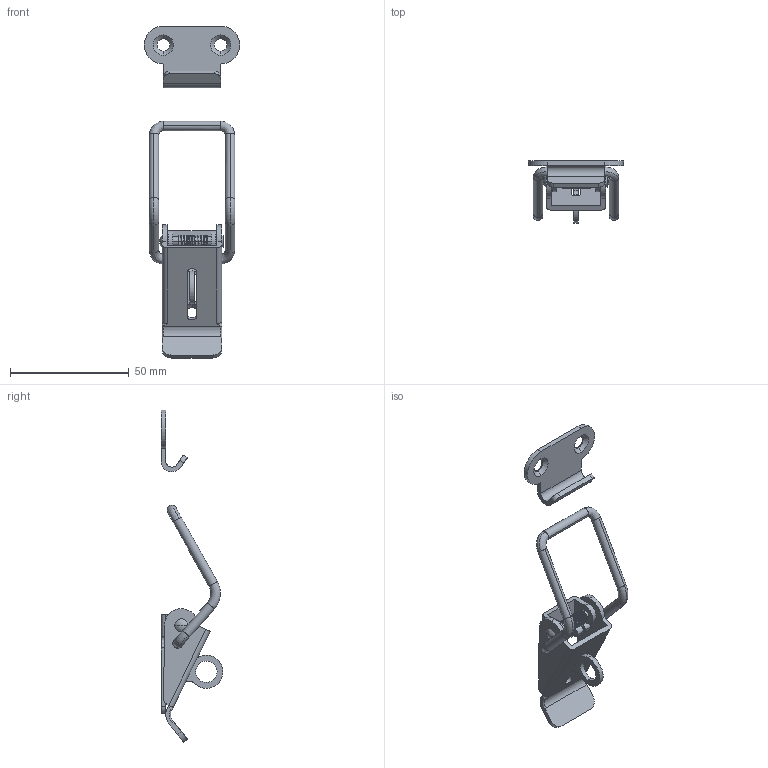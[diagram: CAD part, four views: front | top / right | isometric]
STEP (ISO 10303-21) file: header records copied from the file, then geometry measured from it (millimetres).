
FILE_DESCRIPTION (( 'STEP AP214' ), '1' );
FILE_NAME ('TL_423.STEP', '2018-08-21T01:25:54', ( '' ), ( '' ), 'SwSTEP 2.0', 'SolidWorks 2015', '' );
FILE_SCHEMA (( 'AUTOMOTIVE_DESIGN' ));
Length unit declared in the file: millimetre
Products named in the file (5): アーム_M5; キーパー; ベース; TL_423.sldasm-Part-1; TL_423
Assembly tree (3 placements, depth 2):
  TL_423.sldasm-Part-1
  TL_423
    ベース
    キーパー
    アーム_M5
Bounding box: 40 x 26.02 x 139.5 mm (x, y, z)
Volume: 10471 mm3; surface area: 12683 mm2
Topology: 3 solids, 3 shells, 395 faces, 928 edges, 547 vertices
Faces by surface type: bspline 186, cylinder 113, plane 64, torus 22, cone 8, sphere 2
Entity records: 23007 total; most frequent: CARTESIAN_POINT 15094, ORIENTED_EDGE 1856, DIRECTION 1163, EDGE_CURVE 928, VERTEX_POINT 547, AXIS2_PLACEMENT_3D 455, EDGE_LOOP 427, B_SPLINE_CURVE_WITH_KNOTS 425
